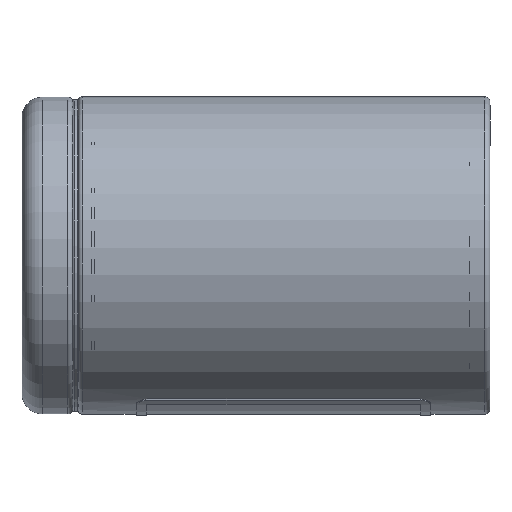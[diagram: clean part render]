
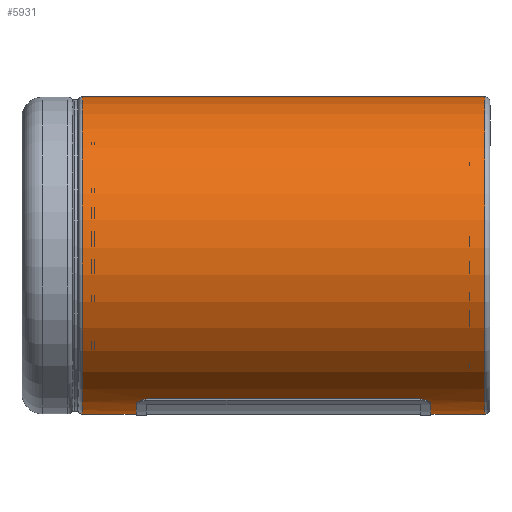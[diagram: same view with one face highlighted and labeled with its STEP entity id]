
A CAD part, top view. The second image highlights one B-rep face of the part: STEP entity #5931.
In plain terms, the highlighted cylindrical face has radius 62.5 mm (diameter 125 mm), a full revolution.
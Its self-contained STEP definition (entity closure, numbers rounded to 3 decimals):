
#66=CYLINDRICAL_SURFACE('',#6376,62.5);
#101=CIRCLE('',#6341,62.5);
#103=CIRCLE('',#6347,62.5);
#112=CIRCLE('',#6359,62.5);
#114=CIRCLE('',#6361,62.5);
#117=CIRCLE('',#6365,62.5);
#118=CIRCLE('',#6366,62.5);
#327=FACE_BOUND('',#1396,.T.);
#523=B_SPLINE_CURVE_WITH_KNOTS('',3,(#10742,#10743,#10744,#10745,#10746,
#10747,#10748,#10749,#10750,#10751),.UNSPECIFIED.,.F.,.F.,(4,2,2,2,4),(0.,
0.188,0.376,0.577,0.777),
 .UNSPECIFIED.);
#525=B_SPLINE_CURVE_WITH_KNOTS('',3,(#10775,#10776,#10777,#10778,#10779,
#10780,#10781,#10782,#10783,#10784),.UNSPECIFIED.,.F.,.F.,(4,2,2,2,4),(0.768,
0.969,1.169,1.357,1.545),
 .UNSPECIFIED.);
#527=B_SPLINE_CURVE_WITH_KNOTS('',3,(#10805,#10806,#10807,#10808,#10809,
#10810,#10811,#10812,#10813,#10814),.UNSPECIFIED.,.F.,.F.,(4,2,2,2,4),(1.545,
1.734,1.922,2.122,2.323),
 .UNSPECIFIED.);
#529=B_SPLINE_CURVE_WITH_KNOTS('',3,(#10833,#10834,#10835,#10836,#10837,
#10838,#10839,#10840,#10841,#10842),.UNSPECIFIED.,.F.,.F.,(4,2,2,2,4),(-0.777,
-0.577,-0.376,-0.188,0.),
 .UNSPECIFIED.);
#1020=FACE_OUTER_BOUND('',#1395,.T.);
#1395=EDGE_LOOP('',(#4883,#4884,#4885,#4886,#4887,#4888));
#1396=EDGE_LOOP('',(#4889,#4890,#4891,#4892,#4893,#4894,#4895,#4896));
#1899=LINE('',#10758,#2306);
#1904=LINE('',#10817,#2311);
#1910=LINE('',#10893,#2317);
#2306=VECTOR('',#7229,10.);
#2311=VECTOR('',#7246,10.);
#2317=VECTOR('',#7316,62.5);
#2703=VERTEX_POINT('',#10739);
#2704=VERTEX_POINT('',#10741);
#2706=VERTEX_POINT('',#10756);
#2709=VERTEX_POINT('',#10772);
#2710=VERTEX_POINT('',#10774);
#2713=VERTEX_POINT('',#10802);
#2714=VERTEX_POINT('',#10804);
#2716=VERTEX_POINT('',#10831);
#2723=VERTEX_POINT('',#10863);
#2724=VERTEX_POINT('',#10864);
#2727=VERTEX_POINT('',#10872);
#2728=VERTEX_POINT('',#10874);
#3435=EDGE_CURVE('',#2703,#2704,#523,.T.);
#3439=EDGE_CURVE('',#2703,#2706,#1899,.T.);
#3442=EDGE_CURVE('',#2709,#2710,#525,.T.);
#3444=EDGE_CURVE('',#2709,#2704,#101,.T.);
#3448=EDGE_CURVE('',#2713,#2714,#527,.T.);
#3450=EDGE_CURVE('',#2713,#2710,#1904,.T.);
#3454=EDGE_CURVE('',#2716,#2706,#529,.T.);
#3455=EDGE_CURVE('',#2716,#2714,#103,.T.);
#3465=EDGE_CURVE('',#2723,#2724,#112,.T.);
#3467=EDGE_CURVE('',#2724,#2723,#114,.T.);
#3470=EDGE_CURVE('',#2727,#2728,#117,.T.);
#3471=EDGE_CURVE('',#2728,#2727,#118,.T.);
#3480=EDGE_CURVE('',#2723,#2728,#1910,.T.);
#4883=ORIENTED_EDGE('',*,*,#3465,.F.);
#4884=ORIENTED_EDGE('',*,*,#3480,.T.);
#4885=ORIENTED_EDGE('',*,*,#3470,.F.);
#4886=ORIENTED_EDGE('',*,*,#3471,.F.);
#4887=ORIENTED_EDGE('',*,*,#3480,.F.);
#4888=ORIENTED_EDGE('',*,*,#3467,.F.);
#4889=ORIENTED_EDGE('',*,*,#3444,.T.);
#4890=ORIENTED_EDGE('',*,*,#3435,.F.);
#4891=ORIENTED_EDGE('',*,*,#3439,.T.);
#4892=ORIENTED_EDGE('',*,*,#3454,.F.);
#4893=ORIENTED_EDGE('',*,*,#3455,.T.);
#4894=ORIENTED_EDGE('',*,*,#3448,.F.);
#4895=ORIENTED_EDGE('',*,*,#3450,.T.);
#4896=ORIENTED_EDGE('',*,*,#3442,.F.);
#5931=ADVANCED_FACE('',(#1020,#327),#66,.T.);
#6341=AXIS2_PLACEMENT_3D('',#10787,#7236,#7237);
#6347=AXIS2_PLACEMENT_3D('',#10844,#7253,#7254);
#6359=AXIS2_PLACEMENT_3D('',#10865,#7278,#7279);
#6361=AXIS2_PLACEMENT_3D('',#10867,#7282,#7283);
#6365=AXIS2_PLACEMENT_3D('',#10875,#7290,#7291);
#6366=AXIS2_PLACEMENT_3D('',#10876,#7292,#7293);
#6376=AXIS2_PLACEMENT_3D('',#10892,#7314,#7315);
#7229=DIRECTION('',(-1.,0.,0.));
#7236=DIRECTION('center_axis',(1.,0.,0.));
#7237=DIRECTION('ref_axis',(0.,-1.,0.));
#7246=DIRECTION('',(1.,0.,0.));
#7253=DIRECTION('center_axis',(-1.,0.,0.));
#7254=DIRECTION('ref_axis',(0.,-1.,0.));
#7278=DIRECTION('center_axis',(1.,0.,0.));
#7279=DIRECTION('ref_axis',(0.,-1.,0.));
#7282=DIRECTION('center_axis',(1.,0.,0.));
#7283=DIRECTION('ref_axis',(0.,-1.,0.));
#7290=DIRECTION('center_axis',(-1.,0.,0.));
#7291=DIRECTION('ref_axis',(0.,-1.,0.));
#7292=DIRECTION('center_axis',(-1.,0.,0.));
#7293=DIRECTION('ref_axis',(0.,-1.,0.));
#7314=DIRECTION('center_axis',(1.,0.,0.));
#7315=DIRECTION('ref_axis',(0.,-1.,0.));
#7316=DIRECTION('',(-1.,0.,0.));
#10739=CARTESIAN_POINT('',(53.,-57.708,-24.));
#10741=CARTESIAN_POINT('',(58.,-59.542,-19.));
#10742=CARTESIAN_POINT('Ctrl Pts',(53.,-57.708,-24.));
#10743=CARTESIAN_POINT('Ctrl Pts',(53.627,-57.708,-24.));
#10744=CARTESIAN_POINT('Ctrl Pts',(54.293,-57.761,-23.874));
#10745=CARTESIAN_POINT('Ctrl Pts',(55.508,-57.965,-23.375));
#10746=CARTESIAN_POINT('Ctrl Pts',(56.059,-58.115,-23.001));
#10747=CARTESIAN_POINT('Ctrl Pts',(56.954,-58.454,-22.128));
#10748=CARTESIAN_POINT('Ctrl Pts',(57.348,-58.668,-21.559));
#10749=CARTESIAN_POINT('Ctrl Pts',(57.871,-59.111,-20.313));
#10750=CARTESIAN_POINT('Ctrl Pts',(58.,-59.339,-19.637));
#10751=CARTESIAN_POINT('Ctrl Pts',(58.,-59.542,-19.));
#10756=CARTESIAN_POINT('',(-53.,-57.708,-24.));
#10758=CARTESIAN_POINT('',(0.,-57.708,-24.));
#10772=CARTESIAN_POINT('',(58.,-59.542,19.));
#10774=CARTESIAN_POINT('',(53.,-57.708,24.));
#10775=CARTESIAN_POINT('Ctrl Pts',(58.,-59.542,19.));
#10776=CARTESIAN_POINT('Ctrl Pts',(58.,-59.339,19.637));
#10777=CARTESIAN_POINT('Ctrl Pts',(57.871,-59.111,20.313));
#10778=CARTESIAN_POINT('Ctrl Pts',(57.348,-58.668,21.559));
#10779=CARTESIAN_POINT('Ctrl Pts',(56.954,-58.454,22.128));
#10780=CARTESIAN_POINT('Ctrl Pts',(56.059,-58.115,23.001));
#10781=CARTESIAN_POINT('Ctrl Pts',(55.508,-57.965,23.375));
#10782=CARTESIAN_POINT('Ctrl Pts',(54.293,-57.761,23.874));
#10783=CARTESIAN_POINT('Ctrl Pts',(53.627,-57.708,24.));
#10784=CARTESIAN_POINT('Ctrl Pts',(53.,-57.708,24.));
#10787=CARTESIAN_POINT('Origin',(58.,0.,0.));
#10802=CARTESIAN_POINT('',(-53.,-57.708,24.));
#10804=CARTESIAN_POINT('',(-58.,-59.542,19.));
#10805=CARTESIAN_POINT('Ctrl Pts',(-53.,-57.708,24.));
#10806=CARTESIAN_POINT('Ctrl Pts',(-53.627,-57.708,
24.));
#10807=CARTESIAN_POINT('Ctrl Pts',(-54.293,-57.761,
23.874));
#10808=CARTESIAN_POINT('Ctrl Pts',(-55.508,-57.965,
23.375));
#10809=CARTESIAN_POINT('Ctrl Pts',(-56.059,-58.115,
23.001));
#10810=CARTESIAN_POINT('Ctrl Pts',(-56.954,-58.454,
22.128));
#10811=CARTESIAN_POINT('Ctrl Pts',(-57.348,-58.668,
21.559));
#10812=CARTESIAN_POINT('Ctrl Pts',(-57.871,-59.111,
20.313));
#10813=CARTESIAN_POINT('Ctrl Pts',(-58.,-59.339,19.637));
#10814=CARTESIAN_POINT('Ctrl Pts',(-58.,-59.542,19.));
#10817=CARTESIAN_POINT('',(0.,-57.708,24.));
#10831=CARTESIAN_POINT('',(-58.,-59.542,-19.));
#10833=CARTESIAN_POINT('Ctrl Pts',(-58.,-59.542,-19.));
#10834=CARTESIAN_POINT('Ctrl Pts',(-58.,-59.339,-19.637));
#10835=CARTESIAN_POINT('Ctrl Pts',(-57.871,-59.111,
-20.313));
#10836=CARTESIAN_POINT('Ctrl Pts',(-57.348,-58.668,
-21.559));
#10837=CARTESIAN_POINT('Ctrl Pts',(-56.954,-58.454,
-22.128));
#10838=CARTESIAN_POINT('Ctrl Pts',(-56.059,-58.115,
-23.001));
#10839=CARTESIAN_POINT('Ctrl Pts',(-55.508,-57.965,
-23.375));
#10840=CARTESIAN_POINT('Ctrl Pts',(-54.293,-57.761,
-23.874));
#10841=CARTESIAN_POINT('Ctrl Pts',(-53.627,-57.708,
-24.));
#10842=CARTESIAN_POINT('Ctrl Pts',(-53.,-57.708,-24.));
#10844=CARTESIAN_POINT('Origin',(-58.,0.,0.));
#10863=CARTESIAN_POINT('',(79.25,62.5,0.));
#10864=CARTESIAN_POINT('',(79.25,0.,-62.5));
#10865=CARTESIAN_POINT('Origin',(79.25,0.,0.));
#10867=CARTESIAN_POINT('Origin',(79.25,0.,0.));
#10872=CARTESIAN_POINT('',(-79.25,0.,-62.5));
#10874=CARTESIAN_POINT('',(-79.25,62.5,0.));
#10875=CARTESIAN_POINT('Origin',(-79.25,0.,0.));
#10876=CARTESIAN_POINT('Origin',(-79.25,0.,0.));
#10892=CARTESIAN_POINT('Origin',(0.,0.,0.));
#10893=CARTESIAN_POINT('',(0.,62.5,0.));
